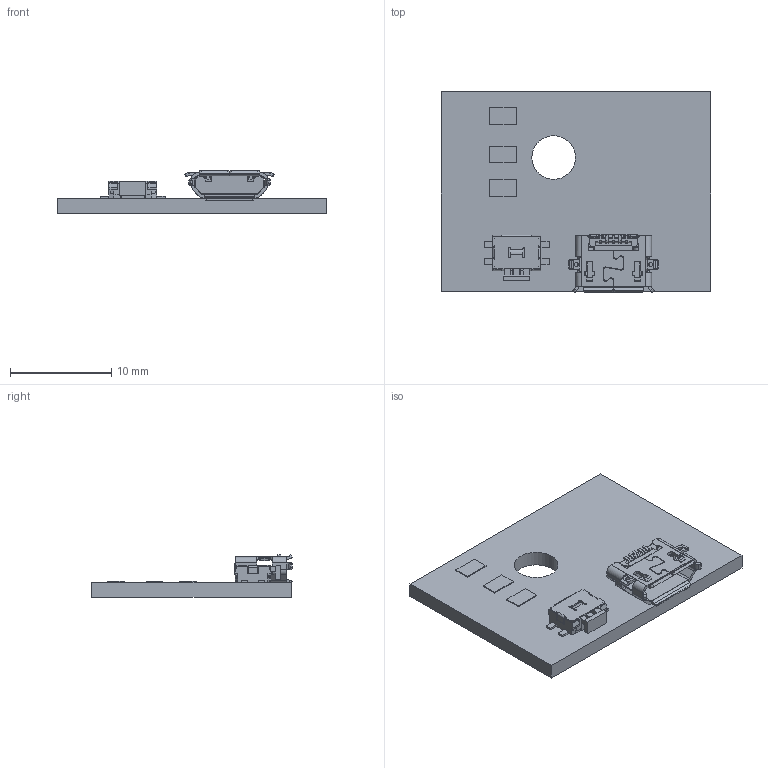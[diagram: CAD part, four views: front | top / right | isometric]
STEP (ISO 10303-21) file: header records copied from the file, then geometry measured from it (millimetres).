
FILE_DESCRIPTION(/* description */ (''),/* implementation_level */ '2;1');
FILE_NAME(/* name */ 'Micro USB Adapter.step',/* time_stamp */ '2021-06-20T00:14:39+01:00',/* author */ (''),/* organization */ (''),/* preprocessor_version */ 'ST-DEVELOPER v18.1',/* originating_system */ 'Autodesk Translation Framework v10.9.0.1377',/* authorisation */ '');
FILE_SCHEMA (('AUTOMOTIVE_DESIGN { 1 0 10303 214 3 1 1 }'));
Length unit declared in the file: millimetre
Products named in the file (15): JLCPCB Micro Adapter; MICRO-USB; zx62r-b-5p_30_; Switch; frame; pins; pins (1); pins (2); pins (3); stem; cover; Pad 3; Pad 2; Pad 1; PCB
Assembly tree (14 placements, depth 3):
  JLCPCB Micro Adapter
    MICRO-USB
      zx62r-b-5p_30_
    Switch
      frame
      pins
      pins (1)
      pins (2)
      pins (3)
      stem
      cover
    Pad 3
    Pad 2
    Pad 1
    PCB
Bounding box: 26.6 x 19.8 x 4.23 mm (x, y, z)
Volume: 798.1 mm3; surface area: 1595.9 mm2
Topology: 11 solids, 476 shells, 804 faces, 3463 edges, 3152 vertices
Faces by surface type: plane 561, cylinder 214, cone 18, bspline 9, torus 2
Full cylindrical faces by diameter (mm): 0.6 x2, 4.3 x1
Entity records: 38928 total; most frequent: CARTESIAN_POINT 9176, DIRECTION 5746, ORIENTED_EDGE 4354, EDGE_CURVE 3463, VERTEX_POINT 3152, LINE 2638, VECTOR 2638, AXIS2_PLACEMENT_3D 1554
